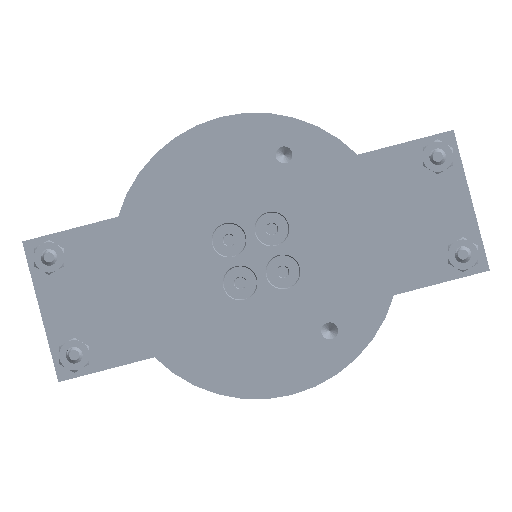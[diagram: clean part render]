
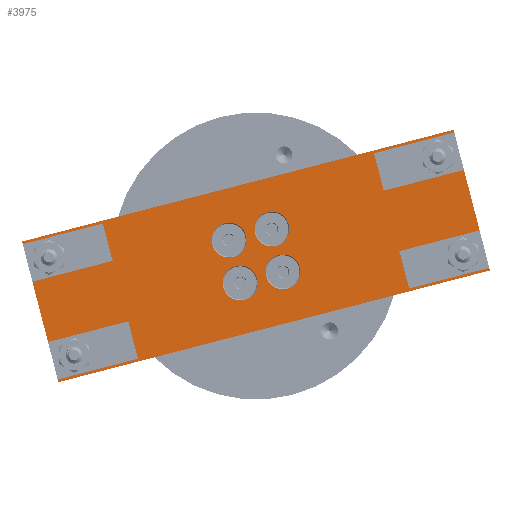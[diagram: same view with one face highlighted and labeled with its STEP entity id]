
A CAD part, front view. The second image highlights one B-rep face of the part: STEP entity #3975.
In plain terms, the highlighted planar face has unit normal (0, -1, 0).
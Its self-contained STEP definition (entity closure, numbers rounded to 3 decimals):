
#459=FACE_BOUND('',#957,.T.);
#460=FACE_BOUND('',#958,.T.);
#461=FACE_BOUND('',#959,.T.);
#462=FACE_BOUND('',#960,.T.);
#463=FACE_BOUND('',#961,.T.);
#464=FACE_BOUND('',#962,.T.);
#465=FACE_BOUND('',#963,.T.);
#466=FACE_BOUND('',#964,.T.);
#492=PLANE('',#4389);
#709=FACE_OUTER_BOUND('',#956,.T.);
#956=EDGE_LOOP('',(#2830,#2831,#2832,#2833));
#957=EDGE_LOOP('',(#2834));
#958=EDGE_LOOP('',(#2835));
#959=EDGE_LOOP('',(#2836));
#960=EDGE_LOOP('',(#2837));
#961=EDGE_LOOP('',(#2838));
#962=EDGE_LOOP('',(#2839));
#963=EDGE_LOOP('',(#2840));
#964=EDGE_LOOP('',(#2841));
#1211=LINE('',#5758,#1422);
#1215=LINE('',#5766,#1426);
#1218=LINE('',#5772,#1429);
#1221=LINE('',#5777,#1432);
#1422=VECTOR('',#4853,10.);
#1426=VECTOR('',#4859,10.);
#1429=VECTOR('',#4864,10.);
#1432=VECTOR('',#4869,10.);
#1625=CIRCLE('',#4355,1.7);
#1627=CIRCLE('',#4358,1.7);
#1629=CIRCLE('',#4361,1.7);
#1631=CIRCLE('',#4364,1.7);
#1632=CIRCLE('',#4366,3.15);
#1635=CIRCLE('',#4371,3.15);
#1638=CIRCLE('',#4376,3.15);
#1641=CIRCLE('',#4381,3.15);
#1730=VERTEX_POINT('',#5694);
#1732=VERTEX_POINT('',#5700);
#1734=VERTEX_POINT('',#5706);
#1736=VERTEX_POINT('',#5712);
#1737=VERTEX_POINT('',#5716);
#1740=VERTEX_POINT('',#5726);
#1743=VERTEX_POINT('',#5736);
#1746=VERTEX_POINT('',#5746);
#1749=VERTEX_POINT('',#5756);
#1750=VERTEX_POINT('',#5757);
#1753=VERTEX_POINT('',#5765);
#1755=VERTEX_POINT('',#5771);
#2130=EDGE_CURVE('',#1730,#1730,#1625,.T.);
#2133=EDGE_CURVE('',#1732,#1732,#1627,.T.);
#2136=EDGE_CURVE('',#1734,#1734,#1629,.T.);
#2139=EDGE_CURVE('',#1736,#1736,#1631,.T.);
#2140=EDGE_CURVE('',#1737,#1737,#1632,.T.);
#2145=EDGE_CURVE('',#1740,#1740,#1635,.T.);
#2150=EDGE_CURVE('',#1743,#1743,#1638,.T.);
#2155=EDGE_CURVE('',#1746,#1746,#1641,.T.);
#2160=EDGE_CURVE('',#1749,#1750,#1211,.T.);
#2164=EDGE_CURVE('',#1750,#1753,#1215,.T.);
#2167=EDGE_CURVE('',#1753,#1755,#1218,.T.);
#2170=EDGE_CURVE('',#1755,#1749,#1221,.T.);
#2830=ORIENTED_EDGE('',*,*,#2170,.T.);
#2831=ORIENTED_EDGE('',*,*,#2160,.T.);
#2832=ORIENTED_EDGE('',*,*,#2164,.T.);
#2833=ORIENTED_EDGE('',*,*,#2167,.T.);
#2834=ORIENTED_EDGE('',*,*,#2130,.T.);
#2835=ORIENTED_EDGE('',*,*,#2133,.T.);
#2836=ORIENTED_EDGE('',*,*,#2136,.T.);
#2837=ORIENTED_EDGE('',*,*,#2139,.T.);
#2838=ORIENTED_EDGE('',*,*,#2140,.T.);
#2839=ORIENTED_EDGE('',*,*,#2145,.T.);
#2840=ORIENTED_EDGE('',*,*,#2150,.T.);
#2841=ORIENTED_EDGE('',*,*,#2155,.T.);
#3975=ADVANCED_FACE('',(#709,#459,#460,#461,#462,#463,#464,#465,#466),#492,
 .F.);
#4355=AXIS2_PLACEMENT_3D('',#5696,#4780,#4781);
#4358=AXIS2_PLACEMENT_3D('',#5702,#4787,#4788);
#4361=AXIS2_PLACEMENT_3D('',#5708,#4794,#4795);
#4364=AXIS2_PLACEMENT_3D('',#5714,#4801,#4802);
#4366=AXIS2_PLACEMENT_3D('',#5717,#4805,#4806);
#4371=AXIS2_PLACEMENT_3D('',#5727,#4817,#4818);
#4376=AXIS2_PLACEMENT_3D('',#5737,#4829,#4830);
#4381=AXIS2_PLACEMENT_3D('',#5747,#4841,#4842);
#4389=AXIS2_PLACEMENT_3D('',#5779,#4871,#4872);
#4780=DIRECTION('center_axis',(0.,1.,0.));
#4781=DIRECTION('ref_axis',(1.,0.,0.));
#4787=DIRECTION('center_axis',(0.,1.,0.));
#4788=DIRECTION('ref_axis',(1.,0.,0.));
#4794=DIRECTION('center_axis',(0.,1.,0.));
#4795=DIRECTION('ref_axis',(1.,0.,0.));
#4801=DIRECTION('center_axis',(0.,1.,0.));
#4802=DIRECTION('ref_axis',(1.,0.,0.));
#4805=DIRECTION('center_axis',(0.,1.,0.));
#4806=DIRECTION('ref_axis',(1.,0.,0.));
#4817=DIRECTION('center_axis',(0.,1.,0.));
#4818=DIRECTION('ref_axis',(1.,0.,0.));
#4829=DIRECTION('center_axis',(0.,1.,0.));
#4830=DIRECTION('ref_axis',(1.,0.,0.));
#4841=DIRECTION('center_axis',(0.,1.,0.));
#4842=DIRECTION('ref_axis',(1.,0.,0.));
#4853=DIRECTION('',(0.,0.,-1.));
#4859=DIRECTION('',(1.,0.,0.));
#4864=DIRECTION('',(0.,0.,1.));
#4869=DIRECTION('',(-1.,0.,0.));
#4871=DIRECTION('center_axis',(0.,1.,0.));
#4872=DIRECTION('ref_axis',(0.,0.,1.));
#5694=CARTESIAN_POINT('',(7.45,0.,-36.35));
#5696=CARTESIAN_POINT('Origin',(9.15,0.,-36.35));
#5700=CARTESIAN_POINT('',(-10.85,0.,36.35));
#5702=CARTESIAN_POINT('Origin',(-9.15,0.,36.35));
#5706=CARTESIAN_POINT('',(7.45,0.,36.35));
#5708=CARTESIAN_POINT('Origin',(9.15,0.,36.35));
#5712=CARTESIAN_POINT('',(-10.85,0.,-36.35));
#5714=CARTESIAN_POINT('Origin',(-9.15,0.,-36.35));
#5716=CARTESIAN_POINT('',(-7.15,0.,-4.));
#5717=CARTESIAN_POINT('Origin',(-4.,0.,-4.));
#5726=CARTESIAN_POINT('',(0.85,0.,4.));
#5727=CARTESIAN_POINT('Origin',(4.,0.,4.));
#5736=CARTESIAN_POINT('',(0.85,0.,-4.));
#5737=CARTESIAN_POINT('Origin',(4.,0.,-4.));
#5746=CARTESIAN_POINT('',(-7.15,0.,4.));
#5747=CARTESIAN_POINT('Origin',(-4.,0.,4.));
#5756=CARTESIAN_POINT('',(-13.15,0.,40.35));
#5757=CARTESIAN_POINT('',(-13.15,0.,-40.35));
#5758=CARTESIAN_POINT('',(-13.15,0.,40.35));
#5765=CARTESIAN_POINT('',(13.15,0.,-40.35));
#5766=CARTESIAN_POINT('',(-13.15,0.,-40.35));
#5771=CARTESIAN_POINT('',(13.15,0.,40.35));
#5772=CARTESIAN_POINT('',(13.15,0.,-40.35));
#5777=CARTESIAN_POINT('',(13.15,0.,40.35));
#5779=CARTESIAN_POINT('Origin',(0.,0.,0.));
